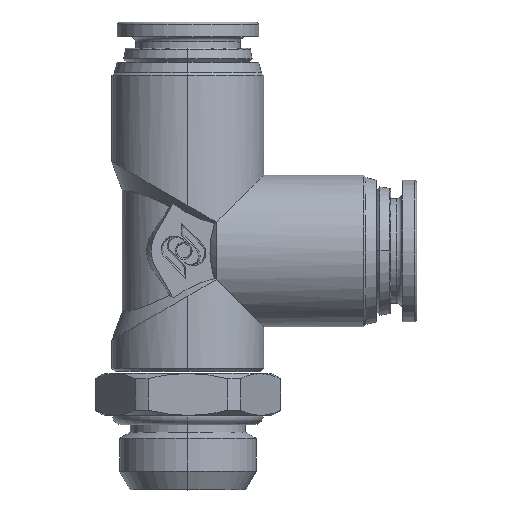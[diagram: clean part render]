
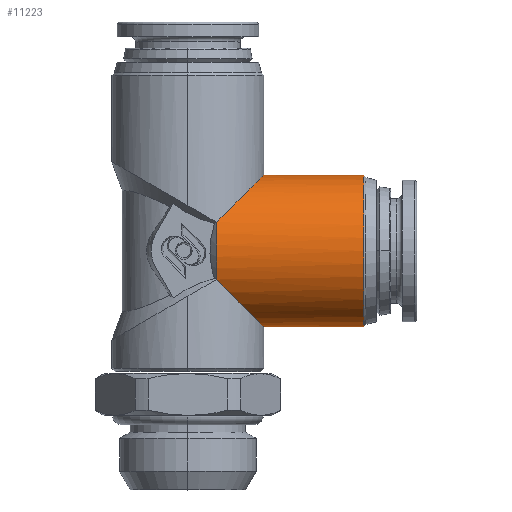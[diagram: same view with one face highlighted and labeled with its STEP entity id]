
A CAD part, top view. The second image highlights one B-rep face of the part: STEP entity #11223.
In plain terms, the highlighted cylindrical face has radius 7.25 mm (diameter 14.5 mm), a partial arc.
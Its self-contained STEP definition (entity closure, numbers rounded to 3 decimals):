
#395 = DIRECTION ( 'NONE',  ( 1., 0., 0. ) ) ;
#868 = EDGE_CURVE ( 'NONE', #1827, #11510, #4763, .T. ) ;
#925 = CIRCLE ( 'NONE', #10360, 7.25 ) ;
#1021 = CARTESIAN_POINT ( 'NONE',  ( 2.735, 12.965, 6.714 ) ) ;
#1048 = CARTESIAN_POINT ( 'NONE',  ( 2.735, 18.435, 6.714 ) ) ;
#1551 = ORIENTED_EDGE ( 'NONE', *, *, #868, .F. ) ;
#1740 = EDGE_LOOP ( 'NONE', ( #12447, #7265, #8037, #2479, #6348, #1551 ) ) ;
#1827 = VERTEX_POINT ( 'NONE', #5351 ) ;
#1888 = VERTEX_POINT ( 'NONE', #12696 ) ;
#2479 = ORIENTED_EDGE ( 'NONE', *, *, #12298, .T. ) ;
#2874 = CARTESIAN_POINT ( 'NONE',  ( 16.768, 22.95, 0. ) ) ;
#3281 = VERTEX_POINT ( 'NONE', #9295 ) ;
#3469 = CARTESIAN_POINT ( 'NONE',  ( 0., 22.95, 0. ) ) ;
#3614 = AXIS2_PLACEMENT_3D ( 'NONE', #5476, #7882, #13797 ) ;
#4606 = VECTOR ( 'NONE', #4637, 1000. ) ;
#4637 = DIRECTION ( 'NONE',  ( -1., 0., 0. ) ) ;
#4763 = LINE ( 'NONE', #5801, #7963 ) ;
#4852 = DIRECTION ( 'NONE',  ( -1., 0., 0. ) ) ;
#5294 = AXIS2_PLACEMENT_3D ( 'NONE', #7452, #395, #8661 ) ;
#5351 = CARTESIAN_POINT ( 'NONE',  ( 16.768, 8.45, 0. ) ) ;
#5476 = CARTESIAN_POINT ( 'NONE',  ( 0., 15.7, 0. ) ) ;
#5801 = CARTESIAN_POINT ( 'NONE',  ( 0., 8.45, 0. ) ) ;
#6348 = ORIENTED_EDGE ( 'NONE', *, *, #6963, .T. ) ;
#6814 = CARTESIAN_POINT ( 'NONE',  ( 7.25, 22.95, 3.042 ) ) ;
#6857 =( BOUNDED_CURVE ( )  B_SPLINE_CURVE ( 3, ( #15232, #14072, #11645, #8203 ),
 .UNSPECIFIED., .F., .F. ) 
 B_SPLINE_CURVE_WITH_KNOTS ( ( 4, 4 ),
 ( 5.099, 6.283 ),
 .UNSPECIFIED. ) 
 CURVE ( )  GEOMETRIC_REPRESENTATION_ITEM ( )  RATIONAL_B_SPLINE_CURVE ( ( 1., 0.887, 0.887, 1. ) ) 
 REPRESENTATION_ITEM ( '' )  );
#6915 = CARTESIAN_POINT ( 'NONE',  ( 7.25, 22.95, 0. ) ) ;
#6963 = EDGE_CURVE ( 'NONE', #14199, #11510, #6857, .T. ) ;
#7199 = VERTEX_POINT ( 'NONE', #2874 ) ;
#7265 = ORIENTED_EDGE ( 'NONE', *, *, #9993, .T. ) ;
#7452 = CARTESIAN_POINT ( 'NONE',  ( 2.735, 15.7, 0. ) ) ;
#7882 = DIRECTION ( 'NONE',  ( -1., 0., 0. ) ) ;
#7963 = VECTOR ( 'NONE', #8847, 1000. ) ;
#8037 = ORIENTED_EDGE ( 'NONE', *, *, #12842, .T. ) ;
#8111 = CARTESIAN_POINT ( 'NONE',  ( 5.552, 21.252, 5.567 ) ) ;
#8203 = CARTESIAN_POINT ( 'NONE',  ( 7.25, 8.45, 0. ) ) ;
#8661 = DIRECTION ( 'NONE',  ( 0., 1., 0. ) ) ;
#8847 = DIRECTION ( 'NONE',  ( -1., 0., 0. ) ) ;
#9108 = CYLINDRICAL_SURFACE ( 'NONE', #3614, 7.25 ) ;
#9295 = CARTESIAN_POINT ( 'NONE',  ( 2.735, 18.435, 6.714 ) ) ;
#9719 =( BOUNDED_CURVE ( )  B_SPLINE_CURVE ( 3, ( #6915, #6814, #8111, #1048 ),
 .UNSPECIFIED., .F., .F. ) 
 B_SPLINE_CURVE_WITH_KNOTS ( ( 4, 4 ),
 ( 3.142, 4.326 ),
 .UNSPECIFIED. ) 
 CURVE ( )  GEOMETRIC_REPRESENTATION_ITEM ( )  RATIONAL_B_SPLINE_CURVE ( ( 1., 0.887, 0.887, 1. ) ) 
 REPRESENTATION_ITEM ( '' )  );
#9993 = EDGE_CURVE ( 'NONE', #7199, #1888, #10901, .T. ) ;
#10360 = AXIS2_PLACEMENT_3D ( 'NONE', #11944, #4852, #13129 ) ;
#10499 = CIRCLE ( 'NONE', #5294, 7.25 ) ;
#10901 = LINE ( 'NONE', #3469, #4606 ) ;
#11223 = ADVANCED_FACE ( 'NONE', ( #13325 ), #9108, .T. ) ;
#11510 = VERTEX_POINT ( 'NONE', #12169 ) ;
#11645 = CARTESIAN_POINT ( 'NONE',  ( 7.25, 8.45, 3.042 ) ) ;
#11944 = CARTESIAN_POINT ( 'NONE',  ( 16.768, 15.7, 0. ) ) ;
#12165 = EDGE_CURVE ( 'NONE', #1827, #7199, #925, .T. ) ;
#12169 = CARTESIAN_POINT ( 'NONE',  ( 7.25, 8.45, 0. ) ) ;
#12298 = EDGE_CURVE ( 'NONE', #3281, #14199, #10499, .T. ) ;
#12447 = ORIENTED_EDGE ( 'NONE', *, *, #12165, .T. ) ;
#12696 = CARTESIAN_POINT ( 'NONE',  ( 7.25, 22.95, 0. ) ) ;
#12842 = EDGE_CURVE ( 'NONE', #1888, #3281, #9719, .T. ) ;
#13129 = DIRECTION ( 'NONE',  ( 0., -1., 0. ) ) ;
#13325 = FACE_OUTER_BOUND ( 'NONE', #1740, .T. ) ;
#13797 = DIRECTION ( 'NONE',  ( 0., -1., 0. ) ) ;
#14072 = CARTESIAN_POINT ( 'NONE',  ( 5.552, 10.148, 5.567 ) ) ;
#14199 = VERTEX_POINT ( 'NONE', #1021 ) ;
#15232 = CARTESIAN_POINT ( 'NONE',  ( 2.735, 12.965, 6.714 ) ) ;
